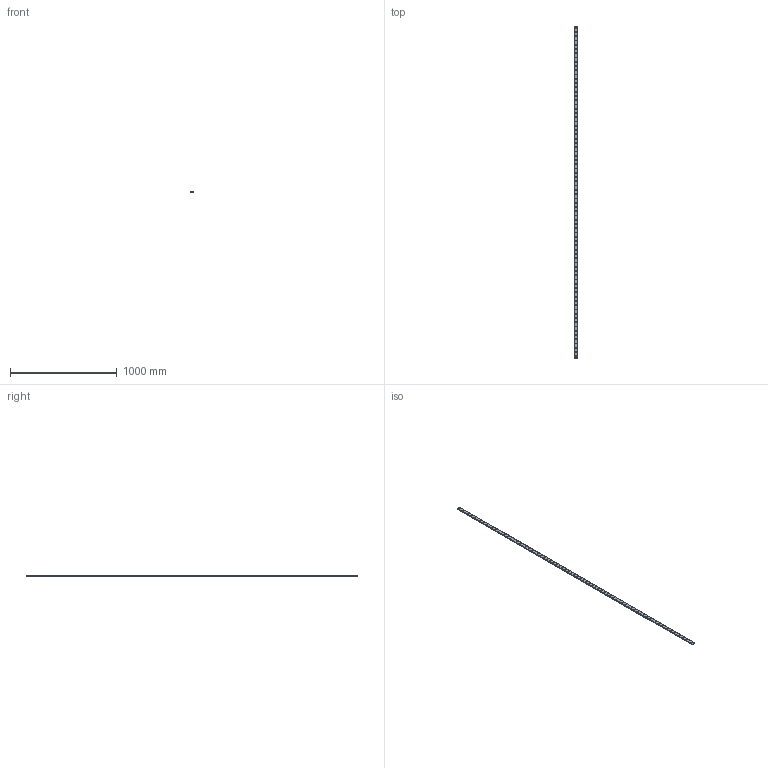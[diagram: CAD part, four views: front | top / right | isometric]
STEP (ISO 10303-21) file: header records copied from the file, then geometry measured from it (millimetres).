
FILE_DESCRIPTION(('STEP AP214'),'1');
FILE_NAME('cctmp_84029875-59E9-4CFB-B10A-C13B78D4CA0C_2021_03_02_12_11_04_0278..stp','2021-03-02T11:11:04',('HIWIN GmbH'),('CADClick - www.CADClick.com'),'Spatial InterOp 3D',' ','unknown authorization');
FILE_SCHEMA(('AUTOMOTIVE_DESIGN'));
Length unit declared in the file: millimetre
Products named in the file (1): WER17R3110H_FILE
Bounding box: 33 x 3110 x 9.3 mm (x, y, z)
Volume: 858884 mm3; surface area: 304077.4 mm2
Topology: 1 solids, 1 shells, 1507 faces, 3099 edges, 2066 vertices
Faces by surface type: cylinder 954, plane 553
Entity records: 52821 total; most frequent: DIRECTION 8023, CARTESIAN_POINT 6673, ORIENTED_EDGE 6198, AXIS2_PLACEMENT_3D 3416, EDGE_CURVE 3099, VERTEX_POINT 2066, EDGE_LOOP 1979, CIRCLE 1908
